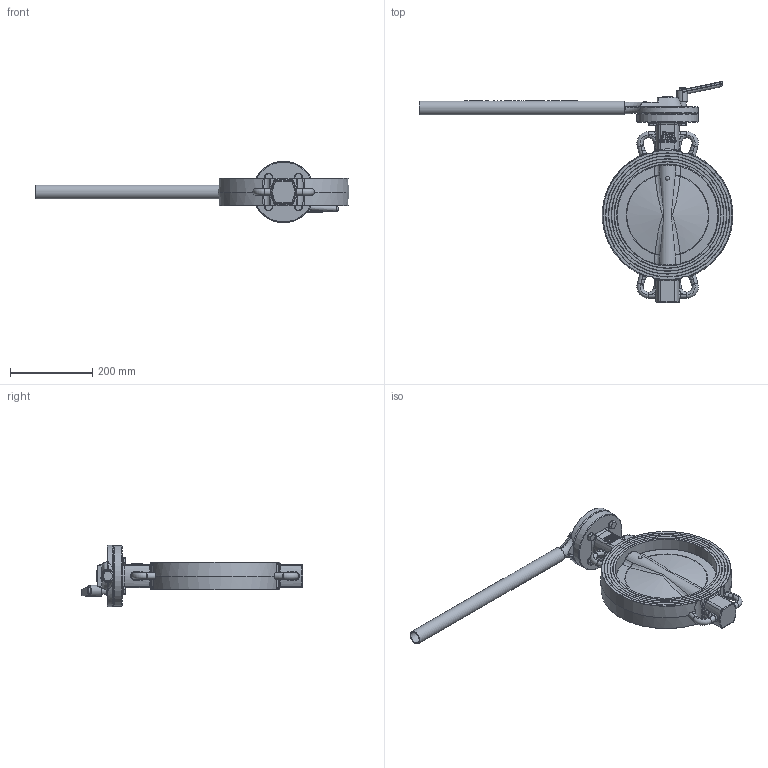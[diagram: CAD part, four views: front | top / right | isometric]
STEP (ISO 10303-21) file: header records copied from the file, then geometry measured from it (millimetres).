
FILE_DESCRIPTION(/* description */ ('1111250'),/* implementation_level */ '2;1');
FILE_NAME(/* name */ '1111250.stp',/* time_stamp */ '2019-06-04T15:48:59+02:00',/* author */ ('jmorand'),/* organization */ ('Sferaco'),/* preprocessor_version */ 'ST-DEVELOPER v17.2',/* originating_system */ 'Autodesk Inventor 2019',/* authorisation */ '');
FILE_SCHEMA (('AUTOMOTIVE_DESIGN { 1 0 10303 214 3 1 1 }'));
Length unit declared in the file: millimetre
Products named in the file (1): WM250MR_Shrinkwrap_1
Bounding box: 763.89 x 538.5 x 149.87 mm (x, y, z)
Volume: 4296843.9 mm3; surface area: 661936.6 mm2
Topology: 19 solids, 19 shells, 2492 faces, 6525 edges, 4160 vertices
Faces by surface type: plane 1025, cylinder 656, bspline 543, torus 166, cone 81, sphere 21
Full cylindrical faces by diameter (mm): 8 x2, 8.051 x80, 9 x1, 10 x76, 10.5 x4, 11 x4, 12.2 x1, 16.5 x1, 18 x1, 20 x4, 24.3 x1, 25 x4, 25.3 x1, 26 x4, 26.2 x2, 28.5 x2, 28.7 x1, 29.25 x1, 33.7 x1, 34 x4, 34.8 x1, 35 x1, 37 x1, 47 x1, 71 x2, 75 x1, 149 x1, 248.5 x1
Entity records: 123415 total; most frequent: CARTESIAN_POINT 63012, ORIENTED_EDGE 13016, DIRECTION 10871, EDGE_CURVE 6508, VERTEX_POINT 4160, AXIS2_PLACEMENT_3D 3922, LINE 3027, VECTOR 3027
